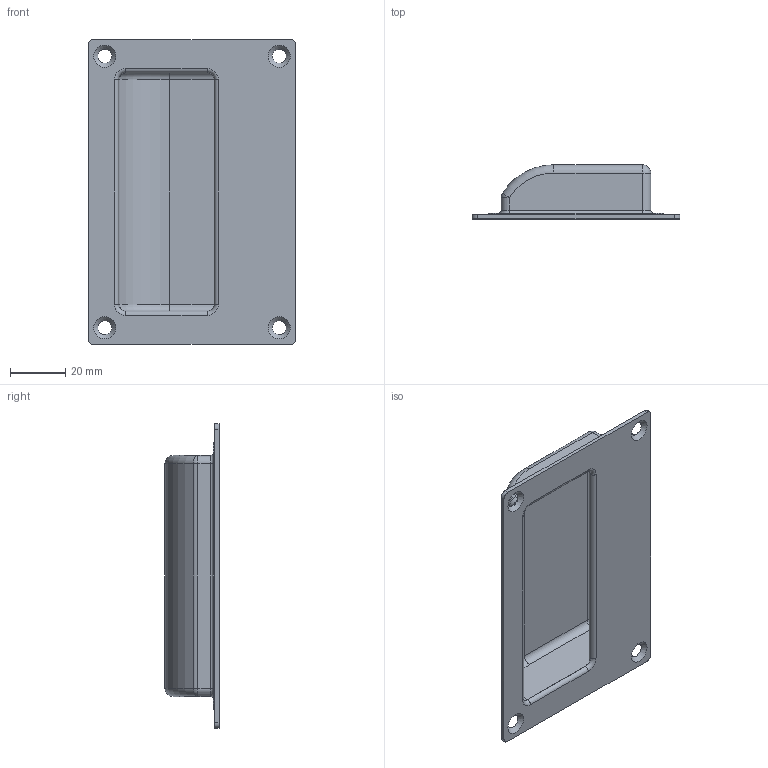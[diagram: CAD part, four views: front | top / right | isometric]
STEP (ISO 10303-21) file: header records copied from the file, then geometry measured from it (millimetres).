
FILE_DESCRIPTION(/* description */ (''),/* implementation_level */ '2;1');
FILE_NAME(/* name */ 'A-MS7-P.stp',/* time_stamp */ '2026-03-11T16:56:09+09:00',/* author */ ('user'),/* organization */ (''),/* preprocessor_version */ 'ST-DEVELOPER v15.6',/* originating_system */ 'Autodesk Inventor 2015',/* authorisation */ '');
FILE_SCHEMA (('AUTOMOTIVE_DESIGN { 1 0 10303 214 3 1 1 }'));
Length unit declared in the file: millimetre
Products named in the file (1): A-MS7-P
Bounding box: 75 x 19.5 x 110 mm (x, y, z)
Volume: 13254.8 mm3; surface area: 31398.9 mm2
Topology: 2 solids, 2 shells, 84 faces, 198 edges, 120 vertices
Faces by surface type: cylinder 34, plane 26, torus 12, sphere 8, cone 4
Entity records: 2435 total; most frequent: DIRECTION 462, CARTESIAN_POINT 399, ORIENTED_EDGE 388, EDGE_CURVE 194, AXIS2_PLACEMENT_3D 183, VERTEX_POINT 120, EDGE_LOOP 100, CIRCLE 98
